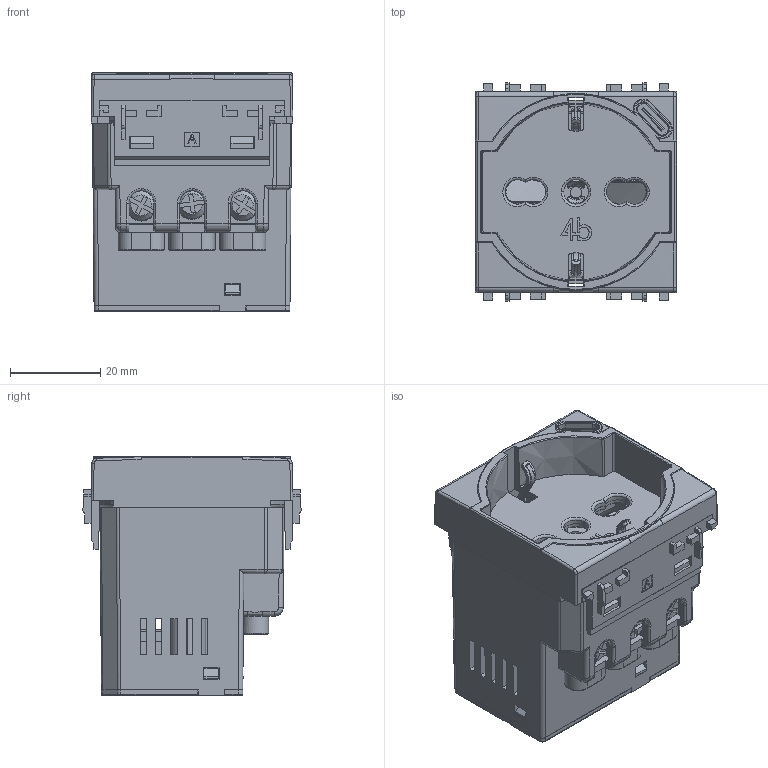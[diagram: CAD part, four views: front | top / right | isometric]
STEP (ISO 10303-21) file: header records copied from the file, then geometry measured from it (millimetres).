
FILE_DESCRIPTION (( 'STEP AP214' ), '1' );
FILE_NAME ('4BOX-P40+USB-C-3A-ARKE.STEP', '2024-08-23T01:43:23', ( '' ), ( '' ), 'SwSTEP 2.0', 'SolidWorks 2016', '' );
FILE_SCHEMA (( 'AUTOMOTIVE_DESIGN' ));
Length unit declared in the file: millimetre
Products named in the file (17): 4BOX-P40+C衵銅え-20191210; 4BOX-P40+C諉華蟀諉え-20191210; P17-SHUTTER_AF0_14; DT16011_AF0_21; 4BOX-P40+USB脣釱狟裔-PLANA-20191113; 4BOX-P40+USB脣釱醱啣-ARKE-20191202載陔; DP16012_AF0_13; 4BOX-P40+USB-PCB-A啣-20191105; 4BOX-P40+USB-C-3A-ARKE; 4BOX-P40+C酘銅え-20191210; M3.5X6-20200624; 4BOX-P40+C諉華郪璃-20240325; 湮す悵誘藷-陔耀; 31285044-; P40+C耀輸價釱-PLANA-20220307載陔; 豜肣穩隊2.5X2.5-20200310; LK40207050-22
Assembly tree (20 placements, depth 3):
  4BOX-P40+USB-C-3A-ARKE
    4BOX-P40+USB脣釱醱啣-ARKE-20191202載陔
    P40+C耀輸價釱-PLANA-20220307載陔
    4BOX-P40+USB脣釱狟裔-PLANA-20191113
    4BOX-P40+USB-PCB-A啣-20191105
    湮す悵誘藷-陔耀
      DT16011_AF0_21
      DP16012_AF0_13
      P17-SHUTTER_AF0_14
    4BOX-P40+C諉華郪璃-20240325
      31285044-
      4BOX-P40+C諉華蟀諉え-20191210
      M3.5X6-20200624
      LK40207050-22
      豜肣穩隊2.5X2.5-20200310
    4BOX-P40+C酘銅え-20191210
    4BOX-P40+C衵銅え-20191210
    LK40207050-22  x2
    M3.5X6-20200624  x2
Bounding box: 44.8 x 48.45 x 53 mm (x, y, z)
Volume: 36393.6 mm3; surface area: 51671 mm2
Topology: 18 solids, 20 shells, 3535 faces, 9979 edges, 6530 vertices
Faces by surface type: plane 2202, cylinder 653, bspline 459, cone 128, torus 89, sphere 4
Entity records: 124268 total; most frequent: CARTESIAN_POINT 43505, ORIENTED_EDGE 18370, DIRECTION 13987, EDGE_CURVE 9185, VECTOR 6279, LINE 6279, VERTEX_POINT 6018, AXIS2_PLACEMENT_3D 3854
